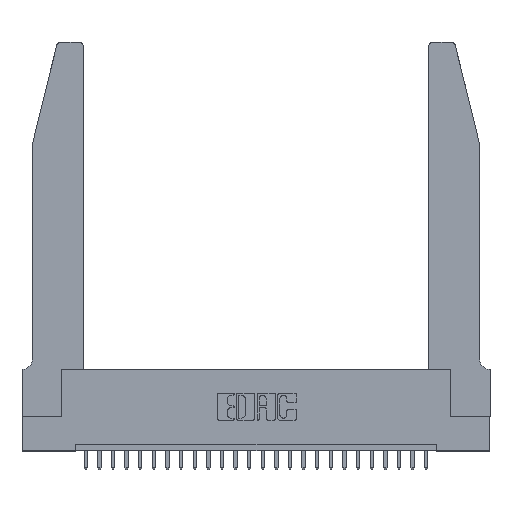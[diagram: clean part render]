
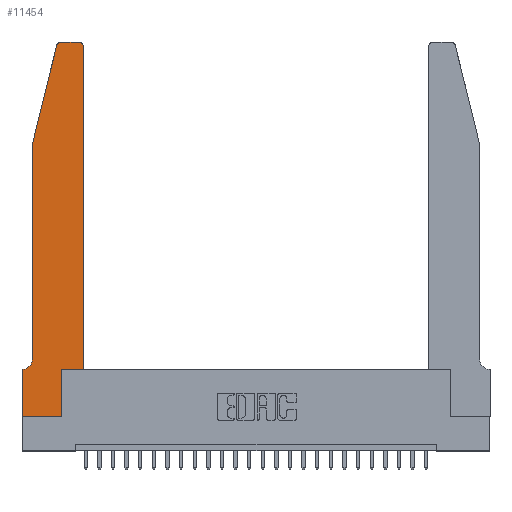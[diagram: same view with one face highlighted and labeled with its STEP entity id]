
A CAD part, top view. The second image highlights one B-rep face of the part: STEP entity #11454.
In plain terms, the highlighted planar face has unit normal (0, 0, 1).
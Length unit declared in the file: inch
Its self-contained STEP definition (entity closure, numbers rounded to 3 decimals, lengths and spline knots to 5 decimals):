
#212 = VECTOR ( 'NONE', #21912, 39.37008 ) ;
#706 = CARTESIAN_POINT ( 'NONE',  ( 0.2605, 2.75, 0.37 ) ) ;
#719 = CARTESIAN_POINT ( 'NONE',  ( 0.4505, 0.35, 0.37 ) ) ;
#842 = VERTEX_POINT ( 'NONE', #3469 ) ;
#1041 = VECTOR ( 'NONE', #19117, 39.37008 ) ;
#1069 = EDGE_CURVE ( 'NONE', #16261, #12230, #17742, .T. ) ;
#1124 = FACE_OUTER_BOUND ( 'NONE', #6192, .T. ) ;
#1615 = EDGE_CURVE ( 'NONE', #842, #19092, #7114, .T. ) ;
#1697 = CIRCLE ( 'NONE', #13920, 0.03 ) ;
#1965 = PLANE ( 'NONE',  #3534 ) ;
#2251 = CARTESIAN_POINT ( 'NONE',  ( 0.284, 2.75, 0.37 ) ) ;
#2316 = VECTOR ( 'NONE', #10214, 39.37008 ) ;
#2369 = AXIS2_PLACEMENT_3D ( 'NONE', #5112, #7227, #24012 ) ;
#2761 = EDGE_CURVE ( 'NONE', #18435, #16261, #5810, .T. ) ;
#2768 = ORIENTED_EDGE ( 'NONE', *, *, #24933, .T. ) ;
#3469 = CARTESIAN_POINT ( 'NONE',  ( 0.4205, 2.75, 0.37 ) ) ;
#3534 = AXIS2_PLACEMENT_3D ( 'NONE', #12325, #7953, #12069 ) ;
#3671 = EDGE_CURVE ( 'NONE', #5858, #18435, #19858, .T. ) ;
#4052 = ORIENTED_EDGE ( 'NONE', *, *, #2761, .T. ) ;
#5112 = CARTESIAN_POINT ( 'NONE',  ( 0.0055, 0.42, 0.37 ) ) ;
#5810 = CIRCLE ( 'NONE', #2369, 0.07 ) ;
#5858 = VERTEX_POINT ( 'NONE', #6817 ) ;
#5962 = ORIENTED_EDGE ( 'NONE', *, *, #3671, .T. ) ;
#6192 = EDGE_LOOP ( 'NONE', ( #9528, #16410, #13226, #5962, #4052, #25512, #8553, #17379, #21010, #2768, #16572, #17291 ) ) ;
#6498 = EDGE_CURVE ( 'NONE', #12491, #22435, #9552, .T. ) ;
#6817 = CARTESIAN_POINT ( 'NONE',  ( 0.0755, 2., 0.37 ) ) ;
#7094 = LINE ( 'NONE', #24643, #22764 ) ;
#7114 = LINE ( 'NONE', #706, #21495 ) ;
#7227 = DIRECTION ( 'NONE',  ( 0., 0., -1. ) ) ;
#7382 = CARTESIAN_POINT ( 'NONE',  ( 0.4505, 0.35, 0.37 ) ) ;
#7865 = EDGE_CURVE ( 'NONE', #25219, #19827, #25501, .T. ) ;
#7953 = DIRECTION ( 'NONE',  ( 0., 0., 1. ) ) ;
#8385 = VECTOR ( 'NONE', #23744, 39.37008 ) ;
#8553 = ORIENTED_EDGE ( 'NONE', *, *, #18231, .T. ) ;
#8731 = CARTESIAN_POINT ( 'NONE',  ( 0.0055, 0.35, 0.37 ) ) ;
#9030 = LINE ( 'NONE', #20274, #2316 ) ;
#9240 = VECTOR ( 'NONE', #13169, 39.37008 ) ;
#9367 = CARTESIAN_POINT ( 'NONE',  ( 0.2865, 0.35, 0.37 ) ) ;
#9395 = CARTESIAN_POINT ( 'NONE',  ( 0.4205, 2.72, 0.37 ) ) ;
#9443 = CARTESIAN_POINT ( 'NONE',  ( 0.0755, 2., 0.37 ) ) ;
#9528 = ORIENTED_EDGE ( 'NONE', *, *, #1615, .T. ) ;
#9552 = LINE ( 'NONE', #19257, #9240 ) ;
#10214 = DIRECTION ( 'NONE',  ( 1., 0., 0. ) ) ;
#10879 = VECTOR ( 'NONE', #26396, 39.37008 ) ;
#11425 = DIRECTION ( 'NONE',  ( 1., 0., 0. ) ) ;
#11447 = DIRECTION ( 'NONE',  ( 1., 0., 0. ) ) ;
#11454 = ADVANCED_FACE ( 'NONE', ( #1124 ), #1965, .T. ) ;
#12069 = DIRECTION ( 'NONE',  ( 1., 0., 0. ) ) ;
#12230 = VERTEX_POINT ( 'NONE', #20346 ) ;
#12325 = CARTESIAN_POINT ( 'NONE',  ( 0., 0.35, 0.37 ) ) ;
#12491 = VERTEX_POINT ( 'NONE', #7382 ) ;
#12813 = DIRECTION ( 'NONE',  ( 1., 0., 0. ) ) ;
#13169 = DIRECTION ( 'NONE',  ( 0., 1., 0. ) ) ;
#13178 = CARTESIAN_POINT ( 'NONE',  ( 0.2865, 0., 0.37 ) ) ;
#13226 = ORIENTED_EDGE ( 'NONE', *, *, #14561, .T. ) ;
#13920 = AXIS2_PLACEMENT_3D ( 'NONE', #21632, #24015, #11425 ) ;
#14318 = CIRCLE ( 'NONE', #23379, 0.03 ) ;
#14561 = EDGE_CURVE ( 'NONE', #16856, #5858, #15425, .T. ) ;
#15425 = LINE ( 'NONE', #9443, #8385 ) ;
#16030 = CARTESIAN_POINT ( 'NONE',  ( 0.0755, 2., 0.37 ) ) ;
#16261 = VERTEX_POINT ( 'NONE', #8731 ) ;
#16410 = ORIENTED_EDGE ( 'NONE', *, *, #17036, .T. ) ;
#16462 = DIRECTION ( 'NONE',  ( 0., -1., 0. ) ) ;
#16572 = ORIENTED_EDGE ( 'NONE', *, *, #6498, .T. ) ;
#16787 = CARTESIAN_POINT ( 'NONE',  ( 0.2865, 0.35, 0.37 ) ) ;
#16856 = VERTEX_POINT ( 'NONE', #24712 ) ;
#17036 = EDGE_CURVE ( 'NONE', #19092, #16856, #1697, .T. ) ;
#17291 = ORIENTED_EDGE ( 'NONE', *, *, #20804, .T. ) ;
#17379 = ORIENTED_EDGE ( 'NONE', *, *, #17417, .T. ) ;
#17417 = EDGE_CURVE ( 'NONE', #24358, #25219, #9030, .T. ) ;
#17419 = CARTESIAN_POINT ( 'NONE',  ( 0.4505, 2.72, 0.37 ) ) ;
#17742 = LINE ( 'NONE', #25351, #1041 ) ;
#18231 = EDGE_CURVE ( 'NONE', #12230, #24358, #7094, .T. ) ;
#18435 = VERTEX_POINT ( 'NONE', #21490 ) ;
#19092 = VERTEX_POINT ( 'NONE', #2251 ) ;
#19117 = DIRECTION ( 'NONE',  ( -1., 0., 0. ) ) ;
#19257 = CARTESIAN_POINT ( 'NONE',  ( 0.4505, 0.35, 0.37 ) ) ;
#19717 = DIRECTION ( 'NONE',  ( 0., 0., 1. ) ) ;
#19827 = VERTEX_POINT ( 'NONE', #9367 ) ;
#19858 = LINE ( 'NONE', #16030, #10879 ) ;
#20274 = CARTESIAN_POINT ( 'NONE',  ( 0., 0., 0.37 ) ) ;
#20346 = CARTESIAN_POINT ( 'NONE',  ( 0., 0.35, 0.37 ) ) ;
#20804 = EDGE_CURVE ( 'NONE', #22435, #842, #14318, .T. ) ;
#20904 = CARTESIAN_POINT ( 'NONE',  ( 0., 0., 0.37 ) ) ;
#21010 = ORIENTED_EDGE ( 'NONE', *, *, #7865, .T. ) ;
#21490 = CARTESIAN_POINT ( 'NONE',  ( 0.0755, 0.42, 0.37 ) ) ;
#21495 = VECTOR ( 'NONE', #22508, 39.37008 ) ;
#21632 = CARTESIAN_POINT ( 'NONE',  ( 0.284, 2.72, 0.37 ) ) ;
#21912 = DIRECTION ( 'NONE',  ( 0., 1., 0. ) ) ;
#22435 = VERTEX_POINT ( 'NONE', #17419 ) ;
#22451 = VECTOR ( 'NONE', #12813, 39.37008 ) ;
#22508 = DIRECTION ( 'NONE',  ( -1., 0., 0. ) ) ;
#22764 = VECTOR ( 'NONE', #16462, 39.37008 ) ;
#23379 = AXIS2_PLACEMENT_3D ( 'NONE', #9395, #19717, #11447 ) ;
#23744 = DIRECTION ( 'NONE',  ( -0.239, -0.971, 0. ) ) ;
#24012 = DIRECTION ( 'NONE',  ( -1., 0., 0. ) ) ;
#24015 = DIRECTION ( 'NONE',  ( 0., 0., 1. ) ) ;
#24358 = VERTEX_POINT ( 'NONE', #20904 ) ;
#24643 = CARTESIAN_POINT ( 'NONE',  ( 0., 0., 0.37 ) ) ;
#24712 = CARTESIAN_POINT ( 'NONE',  ( 0.25487, 2.72718, 0.37 ) ) ;
#24933 = EDGE_CURVE ( 'NONE', #19827, #12491, #25650, .T. ) ;
#25219 = VERTEX_POINT ( 'NONE', #13178 ) ;
#25351 = CARTESIAN_POINT ( 'NONE',  ( 0.0755, 0.35, 0.37 ) ) ;
#25501 = LINE ( 'NONE', #16787, #212 ) ;
#25512 = ORIENTED_EDGE ( 'NONE', *, *, #1069, .T. ) ;
#25650 = LINE ( 'NONE', #719, #22451 ) ;
#26396 = DIRECTION ( 'NONE',  ( 0., -1., 0. ) ) ;
